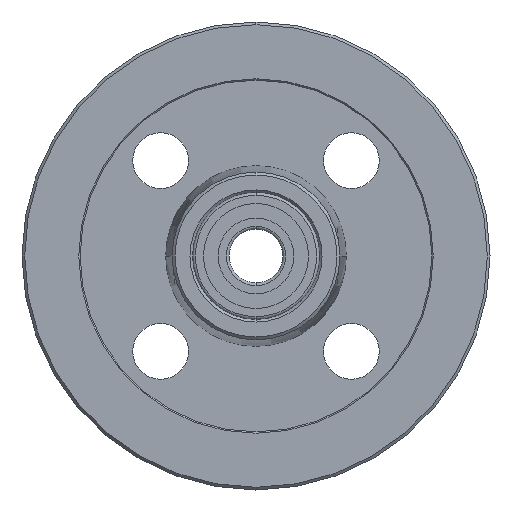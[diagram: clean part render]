
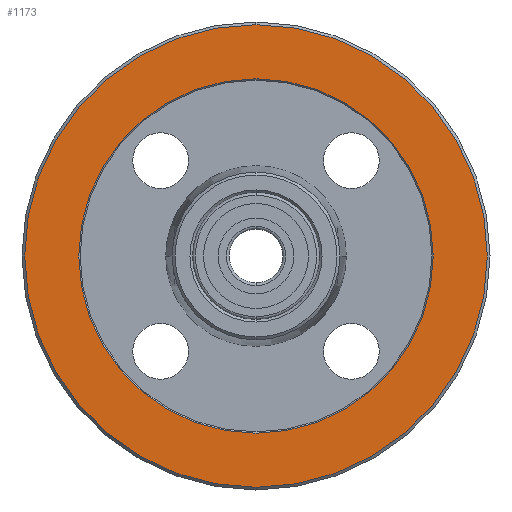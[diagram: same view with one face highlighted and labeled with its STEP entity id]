
A CAD part, left-side view. The second image highlights one B-rep face of the part: STEP entity #1173.
In plain terms, the highlighted planar face has unit normal (-1, 0, 0).
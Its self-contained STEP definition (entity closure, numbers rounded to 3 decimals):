
#187 = VERTEX_POINT ( 'NONE', #8209 ) ;
#211 = EDGE_CURVE ( 'NONE', #187, #3951, #900, .T. ) ;
#430 = CARTESIAN_POINT ( 'NONE',  ( 4., 0., 0. ) ) ;
#900 = CIRCLE ( 'NONE', #5839, 85.75 ) ;
#977 = ORIENTED_EDGE ( 'NONE', *, *, #211, .F. ) ;
#1102 = DIRECTION ( 'NONE',  ( 0., -1., 0. ) ) ;
#1144 = CIRCLE ( 'NONE', #3544, 65.7 ) ;
#1163 = ORIENTED_EDGE ( 'NONE', *, *, #2943, .T. ) ;
#1173 = ADVANCED_FACE ( 'NONE', ( #8043, #3072 ), #5842, .T. ) ;
#1840 = DIRECTION ( 'NONE',  ( 1., 0., 0. ) ) ;
#1971 = ORIENTED_EDGE ( 'NONE', *, *, #6513, .F. ) ;
#2350 = DIRECTION ( 'NONE',  ( 1., 0., 0. ) ) ;
#2442 = AXIS2_PLACEMENT_3D ( 'NONE', #4545, #5408, #6047 ) ;
#2445 = DIRECTION ( 'NONE',  ( 0., 0., -1. ) ) ;
#2495 = DIRECTION ( 'NONE',  ( 1., 0., 0. ) ) ;
#2591 = DIRECTION ( 'NONE',  ( 1., 0., 0. ) ) ;
#2943 = EDGE_CURVE ( 'NONE', #3044, #7202, #1144, .T. ) ;
#3044 = VERTEX_POINT ( 'NONE', #4302 ) ;
#3072 = FACE_BOUND ( 'NONE', #5119, .T. ) ;
#3073 = CARTESIAN_POINT ( 'NONE',  ( 4., 0., 0. ) ) ;
#3209 = CIRCLE ( 'NONE', #7918, 65.7 ) ;
#3246 = CARTESIAN_POINT ( 'NONE',  ( 4., 0., 0. ) ) ;
#3328 = DIRECTION ( 'NONE',  ( 0., 0., -1. ) ) ;
#3544 = AXIS2_PLACEMENT_3D ( 'NONE', #3073, #1840, #1102 ) ;
#3951 = VERTEX_POINT ( 'NONE', #8000 ) ;
#4302 = CARTESIAN_POINT ( 'NONE',  ( 4., 65.7, 0. ) ) ;
#4394 = CARTESIAN_POINT ( 'NONE',  ( 4., 0., 0. ) ) ;
#4545 = CARTESIAN_POINT ( 'NONE',  ( 4., 32.25, 0. ) ) ;
#4871 = CIRCLE ( 'NONE', #5346, 85.75 ) ;
#5119 = EDGE_LOOP ( 'NONE', ( #6992, #1163 ) ) ;
#5346 = AXIS2_PLACEMENT_3D ( 'NONE', #4394, #2495, #2445 ) ;
#5408 = DIRECTION ( 'NONE',  ( -1., 0., 0. ) ) ;
#5605 = DIRECTION ( 'NONE',  ( 0., -1., 0. ) ) ;
#5706 = EDGE_CURVE ( 'NONE', #7202, #3044, #3209, .T. ) ;
#5839 = AXIS2_PLACEMENT_3D ( 'NONE', #3246, #2591, #3328 ) ;
#5842 = PLANE ( 'NONE',  #2442 ) ;
#6047 = DIRECTION ( 'NONE',  ( 0., 0., 1. ) ) ;
#6434 = CARTESIAN_POINT ( 'NONE',  ( 4., -65.7, 0. ) ) ;
#6513 = EDGE_CURVE ( 'NONE', #3951, #187, #4871, .T. ) ;
#6659 = EDGE_LOOP ( 'NONE', ( #977, #1971 ) ) ;
#6992 = ORIENTED_EDGE ( 'NONE', *, *, #5706, .T. ) ;
#7202 = VERTEX_POINT ( 'NONE', #6434 ) ;
#7918 = AXIS2_PLACEMENT_3D ( 'NONE', #430, #2350, #5605 ) ;
#8000 = CARTESIAN_POINT ( 'NONE',  ( 4., 0., 85.75 ) ) ;
#8043 = FACE_OUTER_BOUND ( 'NONE', #6659, .T. ) ;
#8209 = CARTESIAN_POINT ( 'NONE',  ( 4., 0., -85.75 ) ) ;
